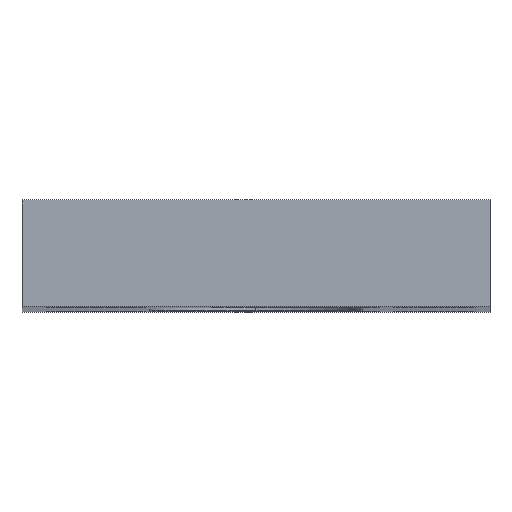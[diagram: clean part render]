
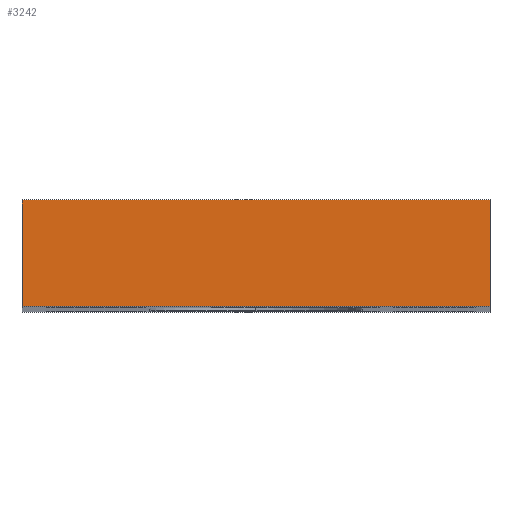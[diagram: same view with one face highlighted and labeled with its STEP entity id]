
A CAD part, top view. The second image highlights one B-rep face of the part: STEP entity #3242.
In plain terms, the highlighted planar face has unit normal (0, 0, 1).
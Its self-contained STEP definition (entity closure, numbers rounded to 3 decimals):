
#11 = DIRECTION ( 'NONE',  ( -1., 0., 0. ) ) ;
#19 = EDGE_CURVE ( 'NONE', #64, #244, #819, .T. ) ;
#64 = VERTEX_POINT ( 'NONE', #1098 ) ;
#109 = ORIENTED_EDGE ( 'NONE', *, *, #3373, .T. ) ;
#187 = LINE ( 'NONE', #2862, #2319 ) ;
#244 = VERTEX_POINT ( 'NONE', #3204 ) ;
#294 = CARTESIAN_POINT ( 'NONE',  ( 22., 5., 152.5 ) ) ;
#477 = DIRECTION ( 'NONE',  ( 1., 0., 0. ) ) ;
#575 = DIRECTION ( 'NONE',  ( 0., 0., 1. ) ) ;
#666 = AXIS2_PLACEMENT_3D ( 'NONE', #3251, #575, #1666 ) ;
#781 = EDGE_CURVE ( 'NONE', #2942, #1550, #3188, .T. ) ;
#788 = FACE_OUTER_BOUND ( 'NONE', #1654, .T. ) ;
#819 = LINE ( 'NONE', #294, #2276 ) ;
#1093 = ORIENTED_EDGE ( 'NONE', *, *, #19, .T. ) ;
#1098 = CARTESIAN_POINT ( 'NONE',  ( 22., 5., 152.5 ) ) ;
#1176 = CARTESIAN_POINT ( 'NONE',  ( -22., -5., 152.5 ) ) ;
#1550 = VERTEX_POINT ( 'NONE', #2923 ) ;
#1654 = EDGE_LOOP ( 'NONE', ( #1769, #1715, #109, #1093 ) ) ;
#1666 = DIRECTION ( 'NONE',  ( 1., 0., 0. ) ) ;
#1715 = ORIENTED_EDGE ( 'NONE', *, *, #781, .T. ) ;
#1769 = ORIENTED_EDGE ( 'NONE', *, *, #2995, .T. ) ;
#1943 = CARTESIAN_POINT ( 'NONE',  ( -22., -5., 152.5 ) ) ;
#1982 = VECTOR ( 'NONE', #2505, 1000. ) ;
#2276 = VECTOR ( 'NONE', #11, 1000. ) ;
#2319 = VECTOR ( 'NONE', #3445, 1000. ) ;
#2401 = CARTESIAN_POINT ( 'NONE',  ( 22., -5., 152.5 ) ) ;
#2456 = VECTOR ( 'NONE', #477, 1000. ) ;
#2505 = DIRECTION ( 'NONE',  ( 0., -1., 0. ) ) ;
#2862 = CARTESIAN_POINT ( 'NONE',  ( 22., -5., 152.5 ) ) ;
#2923 = CARTESIAN_POINT ( 'NONE',  ( 22., -5., 152.5 ) ) ;
#2942 = VERTEX_POINT ( 'NONE', #1943 ) ;
#2995 = EDGE_CURVE ( 'NONE', #244, #2942, #3108, .T. ) ;
#3030 = PLANE ( 'NONE',  #666 ) ;
#3108 = LINE ( 'NONE', #1176, #1982 ) ;
#3188 = LINE ( 'NONE', #2401, #2456 ) ;
#3204 = CARTESIAN_POINT ( 'NONE',  ( -22., 5., 152.5 ) ) ;
#3242 = ADVANCED_FACE ( 'NONE', ( #788 ), #3030, .T. ) ;
#3251 = CARTESIAN_POINT ( 'NONE',  ( 0., 0., 152.5 ) ) ;
#3373 = EDGE_CURVE ( 'NONE', #1550, #64, #187, .T. ) ;
#3445 = DIRECTION ( 'NONE',  ( 0., 1., 0. ) ) ;
